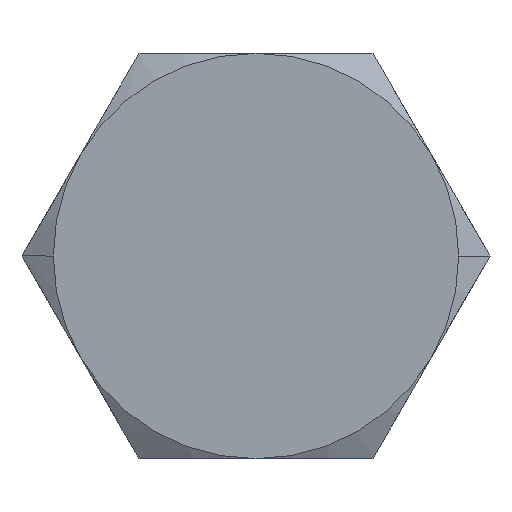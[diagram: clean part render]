
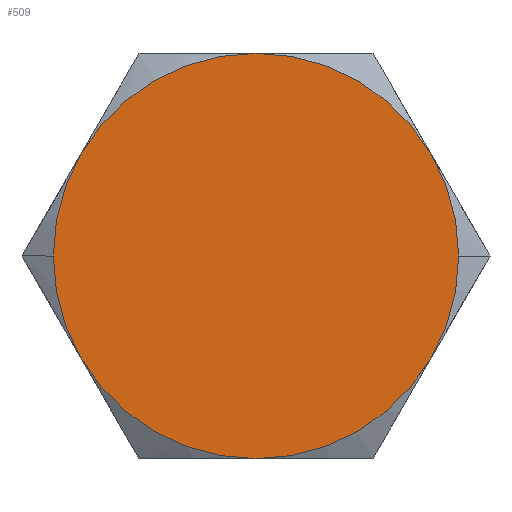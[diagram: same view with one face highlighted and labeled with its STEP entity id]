
A CAD part, left-side view. The second image highlights one B-rep face of the part: STEP entity #509.
In plain terms, the highlighted planar face has unit normal (-1, 0, 0).
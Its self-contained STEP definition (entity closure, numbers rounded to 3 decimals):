
#57=PLANE('',#575);
#71=CIRCLE('',#523,6.5);
#72=CIRCLE('',#525,6.5);
#92=CIRCLE('',#558,6.5);
#93=CIRCLE('',#560,6.5);
#94=CIRCLE('',#562,6.5);
#95=CIRCLE('',#564,6.5);
#96=CIRCLE('',#566,6.5);
#97=CIRCLE('',#568,6.5);
#105=VERTEX_POINT('',#601);
#106=VERTEX_POINT('',#605);
#107=VERTEX_POINT('',#609);
#109=VERTEX_POINT('',#612);
#128=VERTEX_POINT('',#678);
#129=VERTEX_POINT('',#686);
#131=VERTEX_POINT('',#693);
#133=VERTEX_POINT('',#706);
#205=EDGE_CURVE('',#106,#105,#71,.T.);
#207=EDGE_CURVE('',#107,#109,#72,.T.);
#237=EDGE_CURVE('',#109,#128,#92,.T.);
#240=EDGE_CURVE('',#129,#107,#93,.T.);
#242=EDGE_CURVE('',#131,#129,#94,.T.);
#246=EDGE_CURVE('',#133,#131,#95,.T.);
#247=EDGE_CURVE('',#105,#133,#96,.T.);
#251=EDGE_CURVE('',#128,#106,#97,.T.);
#390=ORIENTED_EDGE('',*,*,#237,.F.);
#391=ORIENTED_EDGE('',*,*,#207,.F.);
#392=ORIENTED_EDGE('',*,*,#240,.F.);
#393=ORIENTED_EDGE('',*,*,#242,.F.);
#394=ORIENTED_EDGE('',*,*,#246,.F.);
#395=ORIENTED_EDGE('',*,*,#247,.F.);
#396=ORIENTED_EDGE('',*,*,#205,.F.);
#397=ORIENTED_EDGE('',*,*,#251,.F.);
#439=EDGE_LOOP('',(#390,#391,#392,#393,#394,#395,#396,#397));
#475=FACE_BOUND('',#439,.T.);
#509=ADVANCED_FACE('',(#475),#57,.T.);
#523=AXIS2_PLACEMENT_3D('',#606,#776,#777);
#525=AXIS2_PLACEMENT_3D('',#611,#781,#782);
#558=AXIS2_PLACEMENT_3D('',#677,#851,#852);
#560=AXIS2_PLACEMENT_3D('',#687,#855,#856);
#562=AXIS2_PLACEMENT_3D('',#694,#859,#860);
#564=AXIS2_PLACEMENT_3D('',#707,#863,#864);
#566=AXIS2_PLACEMENT_3D('',#709,#867,#868);
#568=AXIS2_PLACEMENT_3D('',#721,#871,#872);
#575=AXIS2_PLACEMENT_3D('',#746,#891,$);
#601=CARTESIAN_POINT('',(-4.7,6.5,0.));
#605=CARTESIAN_POINT('',(-4.7,5.629,-3.25));
#606=CARTESIAN_POINT('',(-4.7,0.,0.));
#609=CARTESIAN_POINT('',(-4.7,-6.5,0.));
#611=CARTESIAN_POINT('',(-4.7,0.,0.));
#612=CARTESIAN_POINT('',(-4.7,-5.629,-3.25));
#677=CARTESIAN_POINT('',(-4.7,0.,0.));
#678=CARTESIAN_POINT('',(-4.7,0.,-6.5));
#686=CARTESIAN_POINT('',(-4.7,-5.629,3.25));
#687=CARTESIAN_POINT('',(-4.7,0.,0.));
#693=CARTESIAN_POINT('',(-4.7,0.,6.5));
#694=CARTESIAN_POINT('',(-4.7,0.,0.));
#706=CARTESIAN_POINT('',(-4.7,5.629,3.25));
#707=CARTESIAN_POINT('',(-4.7,0.,0.));
#709=CARTESIAN_POINT('',(-4.7,0.,0.));
#721=CARTESIAN_POINT('',(-4.7,0.,0.));
#746=CARTESIAN_POINT('',(-4.7,0.,0.));
#776=DIRECTION('',(1.,0.,0.));
#777=DIRECTION('',(0.,6.5,0.));
#781=DIRECTION('',(1.,0.,0.));
#782=DIRECTION('',(0.,6.5,0.));
#851=DIRECTION('',(1.,0.,0.));
#852=DIRECTION('',(0.,6.5,0.));
#855=DIRECTION('',(1.,0.,0.));
#856=DIRECTION('',(0.,6.5,0.));
#859=DIRECTION('',(1.,0.,0.));
#860=DIRECTION('',(0.,6.5,0.));
#863=DIRECTION('',(1.,0.,0.));
#864=DIRECTION('',(0.,6.5,0.));
#867=DIRECTION('',(1.,0.,0.));
#868=DIRECTION('',(0.,6.5,0.));
#871=DIRECTION('',(1.,0.,0.));
#872=DIRECTION('',(0.,6.5,0.));
#891=DIRECTION('',(-1.,0.,0.));
